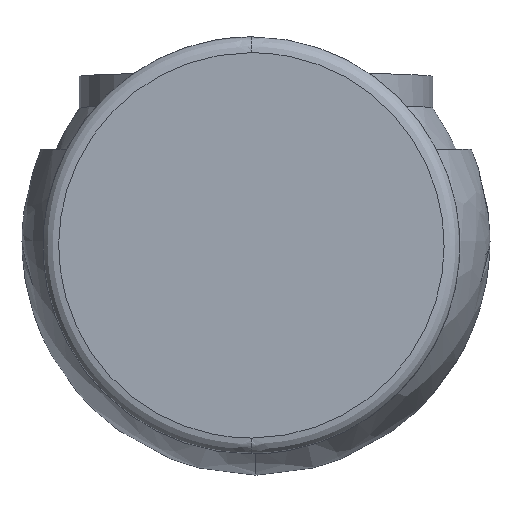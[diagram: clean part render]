
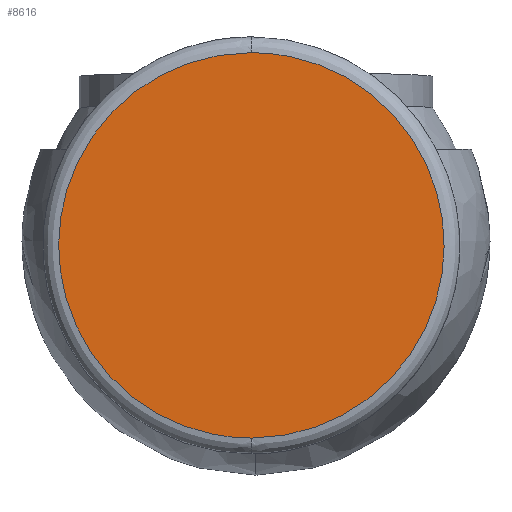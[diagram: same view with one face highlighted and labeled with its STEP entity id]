
A CAD part, front view. The second image highlights one B-rep face of the part: STEP entity #8616.
In plain terms, the highlighted free-form (B-spline) face has degree [1, 1] with [2, 2] control points.
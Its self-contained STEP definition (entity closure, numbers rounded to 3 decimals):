
#8427 = EDGE_CURVE('',#8428,#8430,#8432,.T.);
#8428 = VERTEX_POINT('',#8429);
#8429 = CARTESIAN_POINT('',(-1.442,-162.421,
    -113.273));
#8430 = VERTEX_POINT('',#8431);
#8431 = CARTESIAN_POINT('',(-1.442,-162.421,
    7.492));
#8432 = ( BOUNDED_CURVE() B_SPLINE_CURVE(2,(#8433,#8434,#8435,#8436,
#8437),.UNSPECIFIED.,.F.,.F.) B_SPLINE_CURVE_WITH_KNOTS((3,2,3),(
    3.142,4.712,6.283),
.PIECEWISE_BEZIER_KNOTS.) CURVE() GEOMETRIC_REPRESENTATION_ITEM() 
RATIONAL_B_SPLINE_CURVE((1.,0.707,1.,0.707,1.)) 
REPRESENTATION_ITEM('') );
#8433 = CARTESIAN_POINT('',(-1.442,-162.421,
    -113.273));
#8434 = CARTESIAN_POINT('',(58.94,-162.421,
    -113.273));
#8435 = CARTESIAN_POINT('',(58.94,-162.421,
    -52.89));
#8436 = CARTESIAN_POINT('',(58.94,-162.421,
    7.492));
#8437 = CARTESIAN_POINT('',(-1.442,-162.421,
    7.492));
#8616 = ADVANCED_FACE('',(#8617),#8628,.F.);
#8617 = FACE_BOUND('',#8618,.T.);
#8618 = EDGE_LOOP('',(#8619,#8627));
#8619 = ORIENTED_EDGE('',*,*,#8620,.T.);
#8620 = EDGE_CURVE('',#8430,#8428,#8621,.T.);
#8621 = ( BOUNDED_CURVE() B_SPLINE_CURVE(2,(#8622,#8623,#8624,#8625,
#8626),.UNSPECIFIED.,.F.,.F.) B_SPLINE_CURVE_WITH_KNOTS((3,2,3),(0.,
1.571,3.142),.PIECEWISE_BEZIER_KNOTS.) CURVE() 
GEOMETRIC_REPRESENTATION_ITEM() RATIONAL_B_SPLINE_CURVE((1.,
0.707,1.,0.707,1.)) REPRESENTATION_ITEM('') );
#8622 = CARTESIAN_POINT('',(-1.442,-162.421,
    7.492));
#8623 = CARTESIAN_POINT('',(-61.824,-162.421,
    7.492));
#8624 = CARTESIAN_POINT('',(-61.824,-162.421,
    -52.89));
#8625 = CARTESIAN_POINT('',(-61.824,-162.421,
    -113.273));
#8626 = CARTESIAN_POINT('',(-1.442,-162.421,
    -113.273));
#8627 = ORIENTED_EDGE('',*,*,#8427,.T.);
#8628 = B_SPLINE_SURFACE_WITH_KNOTS('',1,1,(
    (#8629,#8630)
    ,(#8631,#8632
  )),.UNSPECIFIED.,.F.,.F.,.F.,(2,2),(2,2),(-60.95,60.95),(-60.95,60.95)
  ,.PIECEWISE_BEZIER_KNOTS.);
#8629 = CARTESIAN_POINT('',(-61.824,-162.421,
    -113.273));
#8630 = CARTESIAN_POINT('',(58.94,-162.421,
    -113.273));
#8631 = CARTESIAN_POINT('',(-61.824,-162.421,
    7.492));
#8632 = CARTESIAN_POINT('',(58.94,-162.421,
    7.492));
